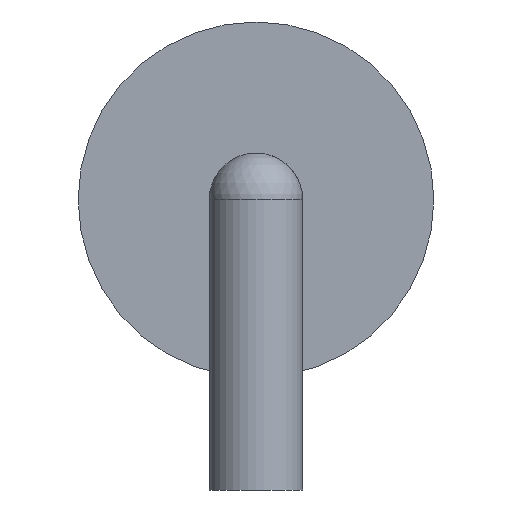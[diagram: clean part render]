
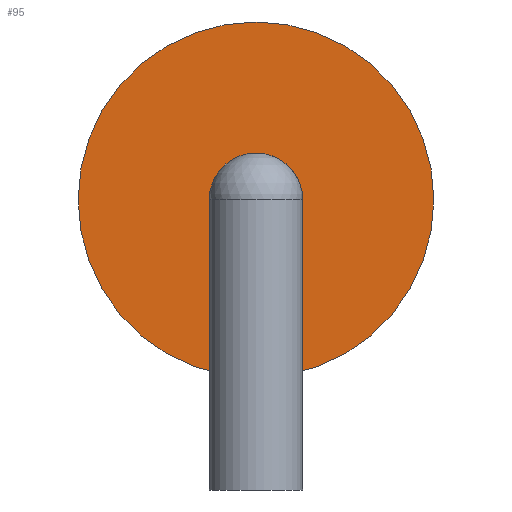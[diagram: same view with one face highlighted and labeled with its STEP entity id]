
A CAD part, left-side view. The second image highlights one B-rep face of the part: STEP entity #95.
In plain terms, the highlighted planar face has unit normal (-1, 0, 0).
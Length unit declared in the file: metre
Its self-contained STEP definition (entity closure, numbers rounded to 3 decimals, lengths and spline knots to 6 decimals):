
#95 = ADVANCED_FACE( '', ( #206 ), #207, .F. );
#117 = EDGE_CURVE( '', #243, #243, #244, .T. );
#206 = FACE_OUTER_BOUND( '', #354, .T. );
#207 = PLANE( '', #355 );
#243 = VERTEX_POINT( '', #393 );
#244 = CIRCLE( '', #394, 0.00095 );
#354 = EDGE_LOOP( '', ( #469 ) );
#355 = AXIS2_PLACEMENT_3D( '', #470, #471, #472 );
#393 = CARTESIAN_POINT( '', ( -0.00195, 0., 0.0019 ) );
#394 = AXIS2_PLACEMENT_3D( '', #525, #526, #527 );
#469 = ORIENTED_EDGE( '', *, *, #117, .F. );
#470 = CARTESIAN_POINT( '', ( -0.00195, 0., 0.00095 ) );
#471 = DIRECTION( '', ( 1., 0., 0. ) );
#472 = DIRECTION( '', ( 0., 1., 0. ) );
#525 = CARTESIAN_POINT( '', ( -0.00195, 0., 0.00095 ) );
#526 = DIRECTION( '', ( 1., 0., 0. ) );
#527 = DIRECTION( '', ( 0., 0., 1. ) );
